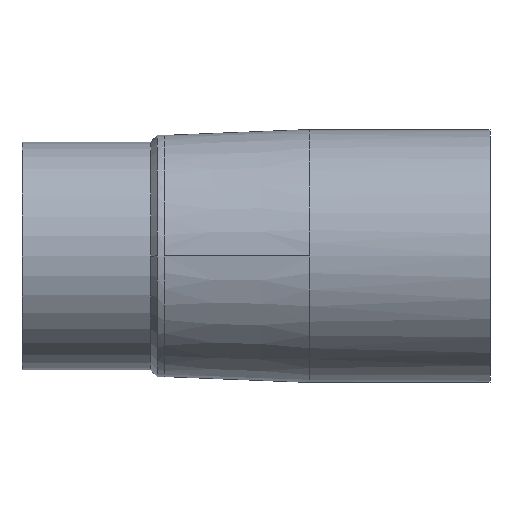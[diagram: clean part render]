
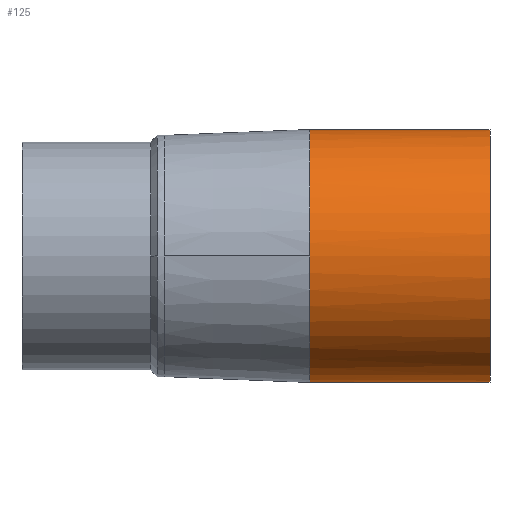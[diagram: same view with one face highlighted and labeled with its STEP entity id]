
A CAD part, front view. The second image highlights one B-rep face of the part: STEP entity #125.
In plain terms, the highlighted cylindrical face has radius 100 mm (diameter 200 mm), a partial arc.
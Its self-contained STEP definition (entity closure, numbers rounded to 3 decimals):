
#125 = ADVANCED_FACE( '', ( #339 ), #340, .T. );
#133 = EDGE_CURVE( '', #195, #225, #348, .T. );
#141 = EDGE_CURVE( '', #303, #197, #358, .T. );
#195 = VERTEX_POINT( '', #419 );
#197 = VERTEX_POINT( '', #421 );
#199 = EDGE_CURVE( '', #225, #271, #423, .T. );
#213 = EDGE_CURVE( '', #271, #303, #437, .T. );
#225 = VERTEX_POINT( '', #450 );
#271 = VERTEX_POINT( '', #500 );
#303 = VERTEX_POINT( '', #535 );
#309 = EDGE_CURVE( '', #197, #195, #541, .T. );
#339 = FACE_OUTER_BOUND( '', #567, .T. );
#340 = CYLINDRICAL_SURFACE( '', #568, 100. );
#348 = CIRCLE( '', #597, 100. );
#358 = B_SPLINE_CURVE_WITH_KNOTS( '', 3, ( #872, #873, #874, #875, #876, #877, #878, #879, #880, #881, #882 ), .UNSPECIFIED., .F., .F., ( 4, 1, 1, 1, 1, 1, 1, 1, 4 ), ( 3.142, 3.338, 3.534, 3.731, 3.927, 4.123, 4.32, 4.516, 4.712 ), .UNSPECIFIED. );
#419 = CARTESIAN_POINT( '', ( 370., 0., -100. ) );
#421 = CARTESIAN_POINT( '', ( 227.5, 0., -100. ) );
#423 = LINE( '', #1007, #1008 );
#437 = B_SPLINE_CURVE_WITH_KNOTS( '', 3, ( #1038, #1039, #1040, #1041, #1042, #1043, #1044, #1045, #1046, #1047, #1048 ), .UNSPECIFIED., .F., .F., ( 4, 1, 1, 1, 1, 1, 1, 1, 4 ), ( 1.571, 1.767, 1.963, 2.16, 2.356, 2.553, 2.749, 2.945, 3.142 ), .UNSPECIFIED. );
#450 = CARTESIAN_POINT( '', ( 370., 0., 100. ) );
#500 = CARTESIAN_POINT( '', ( 227.5, 0., 100. ) );
#535 = CARTESIAN_POINT( '', ( 227.5, -100., 0. ) );
#541 = LINE( '', #2092, #2093 );
#567 = EDGE_LOOP( '', ( #2119, #2120, #2121, #2122, #2123 ) );
#568 = AXIS2_PLACEMENT_3D( '', #2124, #2125, #2126 );
#597 = AXIS2_PLACEMENT_3D( '', #2133, #2134, #2135 );
#872 = CARTESIAN_POINT( '', ( 227.5, -100., 0. ) );
#873 = CARTESIAN_POINT( '', ( 227.5, -100., -6.545 ) );
#874 = CARTESIAN_POINT( '', ( 227.5, -98.711, -19.635 ) );
#875 = CARTESIAN_POINT( '', ( 227.5, -92.983, -38.515 ) );
#876 = CARTESIAN_POINT( '', ( 227.5, -83.683, -55.915 ) );
#877 = CARTESIAN_POINT( '', ( 227.5, -71.166, -71.167 ) );
#878 = CARTESIAN_POINT( '', ( 227.5, -55.915, -83.683 ) );
#879 = CARTESIAN_POINT( '', ( 227.5, -38.515, -92.984 ) );
#880 = CARTESIAN_POINT( '', ( 227.5, -19.635, -98.711 ) );
#881 = CARTESIAN_POINT( '', ( 227.5, -6.545, -100. ) );
#882 = CARTESIAN_POINT( '', ( 227.5, 0., -100. ) );
#1007 = CARTESIAN_POINT( '', ( 227.5, 0., 100. ) );
#1008 = VECTOR( '', #2217, 1. );
#1038 = CARTESIAN_POINT( '', ( 227.5, 0., 100. ) );
#1039 = CARTESIAN_POINT( '', ( 227.5, -6.545, 100. ) );
#1040 = CARTESIAN_POINT( '', ( 227.5, -19.635, 98.711 ) );
#1041 = CARTESIAN_POINT( '', ( 227.5, -38.515, 92.983 ) );
#1042 = CARTESIAN_POINT( '', ( 227.5, -55.915, 83.683 ) );
#1043 = CARTESIAN_POINT( '', ( 227.5, -71.167, 71.166 ) );
#1044 = CARTESIAN_POINT( '', ( 227.5, -83.683, 55.915 ) );
#1045 = CARTESIAN_POINT( '', ( 227.5, -92.984, 38.515 ) );
#1046 = CARTESIAN_POINT( '', ( 227.5, -98.711, 19.635 ) );
#1047 = CARTESIAN_POINT( '', ( 227.5, -100., 6.545 ) );
#1048 = CARTESIAN_POINT( '', ( 227.5, -100., 0. ) );
#2092 = CARTESIAN_POINT( '', ( 227.5, 0., -100. ) );
#2093 = VECTOR( '', #2315, 1. );
#2119 = ORIENTED_EDGE( '', *, *, #309, .T. );
#2120 = ORIENTED_EDGE( '', *, *, #133, .T. );
#2121 = ORIENTED_EDGE( '', *, *, #199, .T. );
#2122 = ORIENTED_EDGE( '', *, *, #213, .T. );
#2123 = ORIENTED_EDGE( '', *, *, #141, .T. );
#2124 = CARTESIAN_POINT( '', ( 227.5, 0., 0. ) );
#2125 = DIRECTION( '', ( -1., 0., 0. ) );
#2126 = DIRECTION( '', ( 0., 0., -1. ) );
#2133 = CARTESIAN_POINT( '', ( 370., 0., 0. ) );
#2134 = DIRECTION( '', ( -1., 0., 0. ) );
#2135 = DIRECTION( '', ( 0., 0., -1. ) );
#2217 = DIRECTION( '', ( -1., 0., 0. ) );
#2315 = DIRECTION( '', ( 1., 0., 0. ) );
